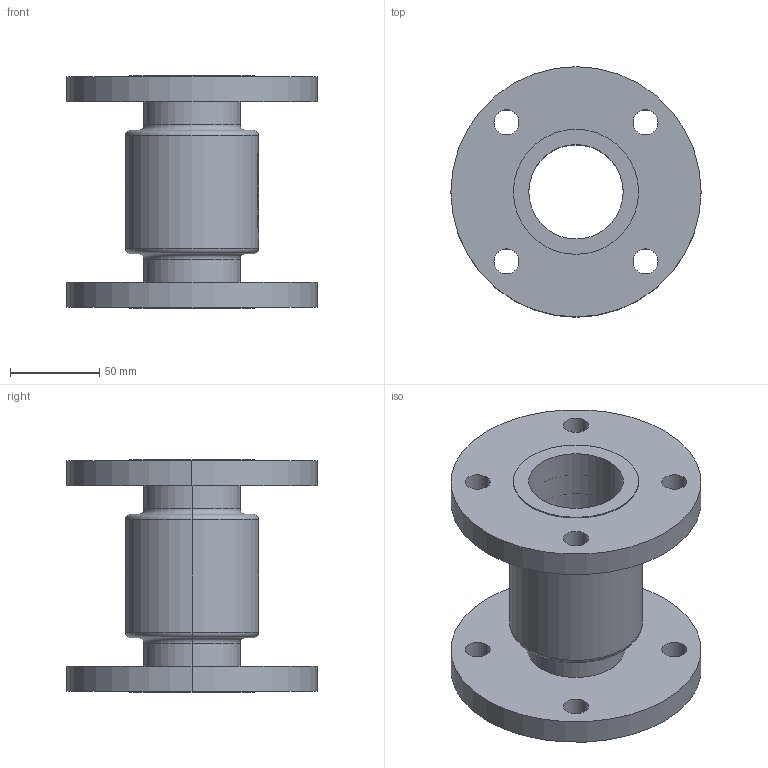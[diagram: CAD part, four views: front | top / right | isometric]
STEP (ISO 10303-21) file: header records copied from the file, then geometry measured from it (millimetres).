
FILE_DESCRIPTION (( 'STEP AP214' ), '1' );
FILE_NAME ('ALPHA-C_DN050_PN06_6000017302.STEP', '2021-10-21T06:25:24', ( 'axxx' ), ( 'Hewlett-Packard Company' ), 'SwSTEP 2.0', 'SolidWorks 2019', '' );
FILE_SCHEMA (( 'AUTOMOTIVE_DESIGN' ));
Length unit declared in the file: millimetre
Products named in the file (1): ALPHA-C_DN050_PN06_6000017302
Bounding box: 140 x 140 x 130 mm (x, y, z)
Volume: 506108.8 mm3; surface area: 114827.5 mm2
Topology: 1 solids, 1 shells, 572 faces, 1528 edges, 1016 vertices
Faces by surface type: plane 260, bspline 236, cylinder 68, torus 8
Entity records: 31007 total; most frequent: CARTESIAN_POINT 18366, ORIENTED_EDGE 3056, DIRECTION 1802, EDGE_CURVE 1528, VERTEX_POINT 1016, LINE 804, VECTOR 804, EDGE_LOOP 648
